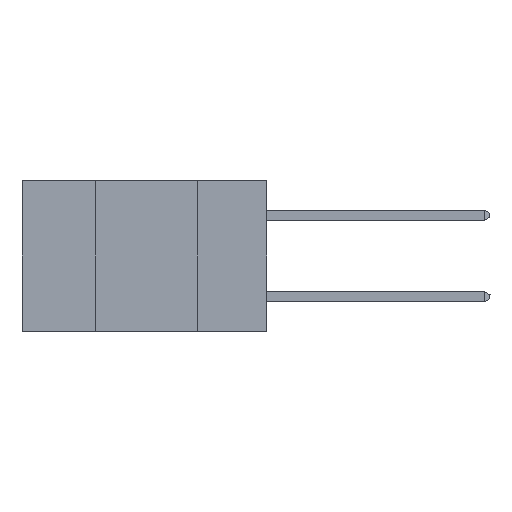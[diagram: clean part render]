
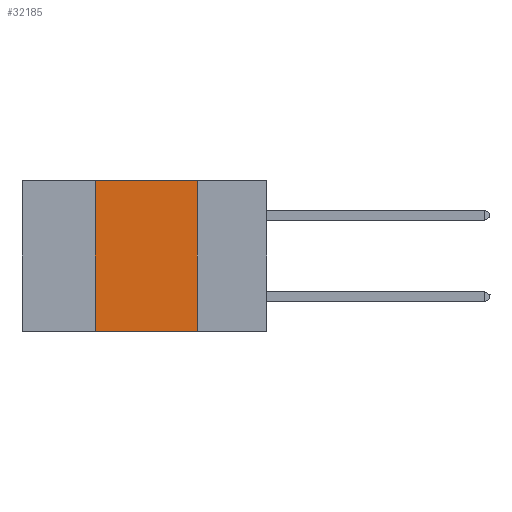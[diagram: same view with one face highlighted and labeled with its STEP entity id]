
A CAD part, left-side view. The second image highlights one B-rep face of the part: STEP entity #32185.
In plain terms, the highlighted planar face has unit normal (-1, 0, 0).
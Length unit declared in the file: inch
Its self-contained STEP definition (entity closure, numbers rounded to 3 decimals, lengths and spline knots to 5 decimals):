
#155 = DIRECTION ( 'NONE',  ( 0., -1., 0. ) ) ;
#291 = DIRECTION ( 'NONE',  ( 0., -1., 0. ) ) ;
#1432 = EDGE_CURVE ( 'NONE', #24719, #18627, #26765, .T. ) ;
#2101 = DIRECTION ( 'NONE',  ( 0., 0., 1. ) ) ;
#3625 = ORIENTED_EDGE ( 'NONE', *, *, #15818, .F. ) ;
#3818 = ORIENTED_EDGE ( 'NONE', *, *, #6904, .F. ) ;
#5881 = VERTEX_POINT ( 'NONE', #7734 ) ;
#6904 = EDGE_CURVE ( 'NONE', #31946, #18627, #21766, .T. ) ;
#7049 = ORIENTED_EDGE ( 'NONE', *, *, #38496, .F. ) ;
#7734 = CARTESIAN_POINT ( 'NONE',  ( 0., 0.42, 0. ) ) ;
#9595 = CARTESIAN_POINT ( 'NONE',  ( 0., 0.6, 0. ) ) ;
#11148 = CARTESIAN_POINT ( 'NONE',  ( 0., 0.6, -0.37 ) ) ;
#11233 = CARTESIAN_POINT ( 'NONE',  ( 0., 0.17, 0. ) ) ;
#14021 = EDGE_LOOP ( 'NONE', ( #3818, #7049, #3625, #38858 ) ) ;
#14876 = PLANE ( 'NONE',  #19784 ) ;
#15638 = VECTOR ( 'NONE', #155, 39.37008 ) ;
#15818 = EDGE_CURVE ( 'NONE', #24719, #5881, #23767, .T. ) ;
#18111 = DIRECTION ( 'NONE',  ( 0., 0., -1. ) ) ;
#18627 = VERTEX_POINT ( 'NONE', #30489 ) ;
#19430 = VECTOR ( 'NONE', #28255, 39.37008 ) ;
#19784 = AXIS2_PLACEMENT_3D ( 'NONE', #21748, #33526, #18111 ) ;
#21748 = CARTESIAN_POINT ( 'NONE',  ( 0., 0.6, 0. ) ) ;
#21766 = LINE ( 'NONE', #34142, #19430 ) ;
#23073 = VECTOR ( 'NONE', #2101, 39.37008 ) ;
#23767 = LINE ( 'NONE', #35737, #23073 ) ;
#24615 = VECTOR ( 'NONE', #291, 39.37008 ) ;
#24719 = VERTEX_POINT ( 'NONE', #33731 ) ;
#26765 = LINE ( 'NONE', #11148, #15638 ) ;
#27244 = FACE_OUTER_BOUND ( 'NONE', #14021, .T. ) ;
#28255 = DIRECTION ( 'NONE',  ( 0., 0., -1. ) ) ;
#30489 = CARTESIAN_POINT ( 'NONE',  ( 0., 0.17, -0.37 ) ) ;
#31946 = VERTEX_POINT ( 'NONE', #11233 ) ;
#32185 = ADVANCED_FACE ( 'NONE', ( #27244 ), #14876, .F. ) ;
#33526 = DIRECTION ( 'NONE',  ( 1., 0., 0. ) ) ;
#33731 = CARTESIAN_POINT ( 'NONE',  ( 0., 0.42, -0.37 ) ) ;
#34125 = LINE ( 'NONE', #9595, #24615 ) ;
#34142 = CARTESIAN_POINT ( 'NONE',  ( 0., 0.17, 0. ) ) ;
#35737 = CARTESIAN_POINT ( 'NONE',  ( 0., 0.42, 0. ) ) ;
#38496 = EDGE_CURVE ( 'NONE', #5881, #31946, #34125, .T. ) ;
#38858 = ORIENTED_EDGE ( 'NONE', *, *, #1432, .T. ) ;
